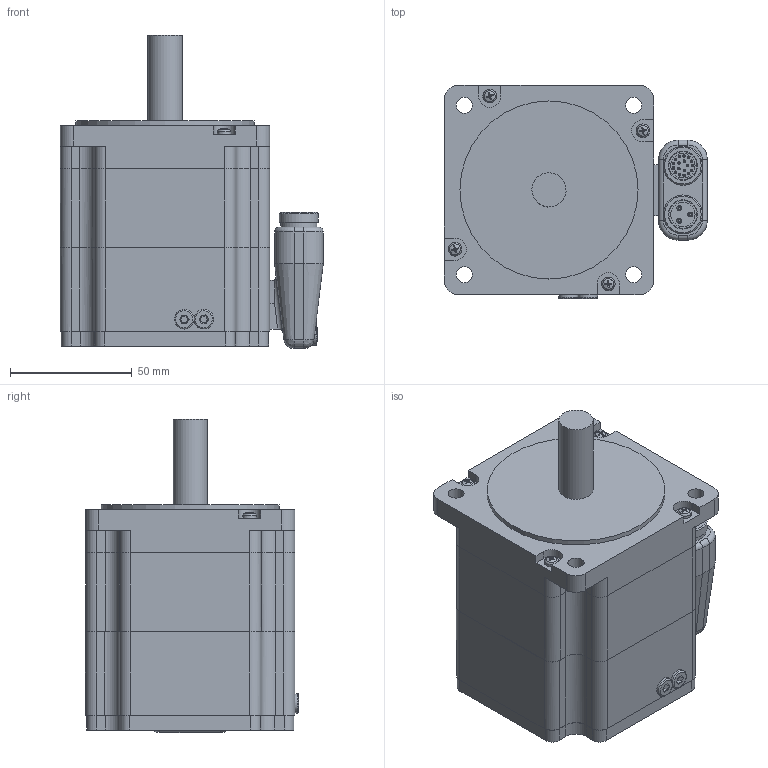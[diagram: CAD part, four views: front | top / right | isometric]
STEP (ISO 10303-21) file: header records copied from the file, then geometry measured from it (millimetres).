
FILE_DESCRIPTION((''),'2;1');
FILE_NAME('PD6-N8918S9504-S.stp','2011-01-10T10:57:24',('wei_j'),(''),'Autodesk Inventor 2010','Autodesk Inventor 2010','');
FILE_SCHEMA(('AUTOMOTIVE_DESIGN { 1 0 10303 214 1 1 1 1 }'));
Length unit declared in the file: millimetre
Products named in the file (1): PD6-N8918S9504-S
Bounding box: 108.11 x 87.4 x 128.4 mm (x, y, z)
Volume: 461521.6 mm3; surface area: 94188.6 mm2
Topology: 1 solids, 7 shells, 912 faces, 2318 edges, 1490 vertices
Faces by surface type: plane 399, cylinder 302, cone 139, torus 42, bspline 26, sphere 4
Full cylindrical faces by diameter (mm): 1 x18, 2 x5, 2.459 x6, 2.5 x4, 2.693 x4, 2.729 x4, 3 x10, 3.2 x4, 3.242 x4, 5.4 x4, 5.5 x4, 5.54 x2, 6 x2, 8 x2, 9 x1, 10 x2, 11.5 x2, 12 x2, 14 x1, 14.8 x2, 16 x2, 25 x1, 32 x1, 51.86 x1, 73.025 x1, 79.5 x1
Entity records: 28111 total; most frequent: CARTESIAN_POINT 6233, DIRECTION 4547, ORIENTED_EDGE 4180, EDGE_CURVE 2090, AXIS2_PLACEMENT_3D 1769, VERTEX_POINT 1439, EDGE_LOOP 1188, VECTOR 1009
